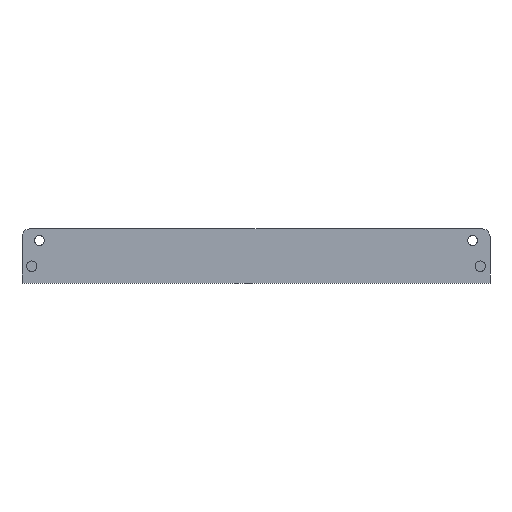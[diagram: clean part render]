
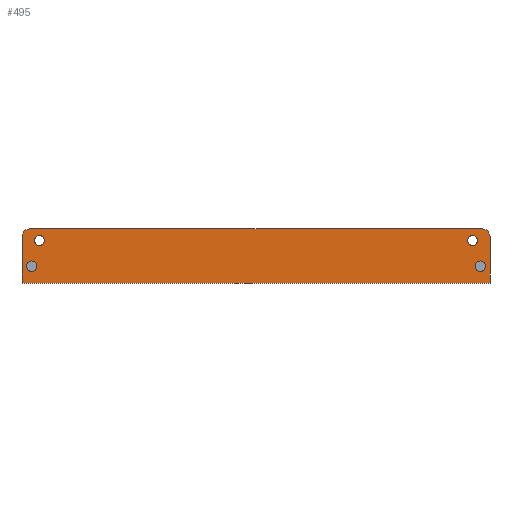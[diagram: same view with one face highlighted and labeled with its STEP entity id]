
A CAD part, top view. The second image highlights one B-rep face of the part: STEP entity #495.
In plain terms, the highlighted planar face has unit normal (0, 0, 1).
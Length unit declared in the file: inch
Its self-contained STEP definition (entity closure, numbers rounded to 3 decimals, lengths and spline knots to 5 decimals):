
#4 = DIRECTION ( 'NONE',  ( 0., 1., 0. ) ) ;
#24 = EDGE_CURVE ( 'NONE', #1038, #1038, #162, .T. ) ;
#25 = DIRECTION ( 'NONE',  ( 1., 0., 0. ) ) ;
#29 = LINE ( 'NONE', #471, #831 ) ;
#32 = LINE ( 'NONE', #191, #1012 ) ;
#41 = CARTESIAN_POINT ( 'NONE',  ( 7.375, -0.328, 0. ) ) ;
#43 = ORIENTED_EDGE ( 'NONE', *, *, #943, .T. ) ;
#56 = EDGE_LOOP ( 'NONE', ( #651 ) ) ;
#80 = CIRCLE ( 'NONE', #713, 0.156 ) ;
#87 = DIRECTION ( 'NONE',  ( 0., 0., -1. ) ) ;
#119 = AXIS2_PLACEMENT_3D ( 'NONE', #594, #764, #683 ) ;
#123 = VERTEX_POINT ( 'NONE', #516 ) ;
#127 = VERTEX_POINT ( 'NONE', #947 ) ;
#132 = FACE_BOUND ( 'NONE', #56, .T. ) ;
#140 = EDGE_LOOP ( 'NONE', ( #461 ) ) ;
#162 = CIRCLE ( 'NONE', #260, 0.125 ) ;
#175 = CARTESIAN_POINT ( 'NONE',  ( 7.5625, 0., 0. ) ) ;
#186 = EDGE_CURVE ( 'NONE', #123, #127, #29, .T. ) ;
#191 = CARTESIAN_POINT ( 'NONE',  ( -7.5625, 0., 0. ) ) ;
#201 = DIRECTION ( 'NONE',  ( 1., 0., 0. ) ) ;
#222 = AXIS2_PLACEMENT_3D ( 'NONE', #369, #638, #975 ) ;
#236 = FACE_BOUND ( 'NONE', #886, .T. ) ;
#243 = ORIENTED_EDGE ( 'NONE', *, *, #767, .T. ) ;
#246 = VECTOR ( 'NONE', #4, 39.37008 ) ;
#260 = AXIS2_PLACEMENT_3D ( 'NONE', #328, #418, #428 ) ;
#288 = ORIENTED_EDGE ( 'NONE', *, *, #827, .T. ) ;
#303 = CARTESIAN_POINT ( 'NONE',  ( -6.844, 0.5, 0. ) ) ;
#311 = DIRECTION ( 'NONE',  ( 1., 0., 0. ) ) ;
#320 = AXIS2_PLACEMENT_3D ( 'NONE', #697, #874, #25 ) ;
#328 = CARTESIAN_POINT ( 'NONE',  ( 7.25, -0.328, 0. ) ) ;
#369 = CARTESIAN_POINT ( 'NONE',  ( -7.25, -0.328, 0. ) ) ;
#382 = VERTEX_POINT ( 'NONE', #738 ) ;
#399 = PLANE ( 'NONE',  #937 ) ;
#418 = DIRECTION ( 'NONE',  ( 0., 0., -1. ) ) ;
#424 = DIRECTION ( 'NONE',  ( 1., 0., 0. ) ) ;
#428 = DIRECTION ( 'NONE',  ( 1., 0., 0. ) ) ;
#461 = ORIENTED_EDGE ( 'NONE', *, *, #636, .T. ) ;
#469 = VERTEX_POINT ( 'NONE', #970 ) ;
#471 = CARTESIAN_POINT ( 'NONE',  ( 0., -0.875, 0. ) ) ;
#474 = CIRCLE ( 'NONE', #749, 0.156 ) ;
#476 = EDGE_LOOP ( 'NONE', ( #721, #860, #629, #288, #43, #587 ) ) ;
#489 = FACE_BOUND ( 'NONE', #1076, .T. ) ;
#495 = ADVANCED_FACE ( 'NONE', ( #132, #1087, #489, #236, #836 ), #399, .T. ) ;
#516 = CARTESIAN_POINT ( 'NONE',  ( -7.5625, -0.875, 0. ) ) ;
#538 = VERTEX_POINT ( 'NONE', #303 ) ;
#541 = DIRECTION ( 'NONE',  ( 0., -1., 0. ) ) ;
#556 = EDGE_CURVE ( 'NONE', #127, #922, #1028, .T. ) ;
#575 = EDGE_CURVE ( 'NONE', #922, #798, #603, .T. ) ;
#587 = ORIENTED_EDGE ( 'NONE', *, *, #186, .T. ) ;
#594 = CARTESIAN_POINT ( 'NONE',  ( 7.3125, 0.625, 0. ) ) ;
#600 = CARTESIAN_POINT ( 'NONE',  ( -7.3125, 0.875, 0. ) ) ;
#603 = CIRCLE ( 'NONE', #119, 0.25 ) ;
#624 = DIRECTION ( 'NONE',  ( 1., 0., 0. ) ) ;
#629 = ORIENTED_EDGE ( 'NONE', *, *, #878, .T. ) ;
#630 = DIRECTION ( 'NONE',  ( -1., 0., 0. ) ) ;
#636 = EDGE_CURVE ( 'NONE', #469, #469, #1098, .T. ) ;
#638 = DIRECTION ( 'NONE',  ( 0., 0., -1. ) ) ;
#651 = ORIENTED_EDGE ( 'NONE', *, *, #24, .T. ) ;
#683 = DIRECTION ( 'NONE',  ( 1., 0., 0. ) ) ;
#697 = CARTESIAN_POINT ( 'NONE',  ( -7.3125, 0.625, 0. ) ) ;
#707 = CARTESIAN_POINT ( 'NONE',  ( 0., 0.875, 0. ) ) ;
#713 = AXIS2_PLACEMENT_3D ( 'NONE', #840, #87, #424 ) ;
#721 = ORIENTED_EDGE ( 'NONE', *, *, #556, .T. ) ;
#737 = CARTESIAN_POINT ( 'NONE',  ( 0., 0., 0. ) ) ;
#738 = CARTESIAN_POINT ( 'NONE',  ( 7.156, 0.5, 0. ) ) ;
#749 = AXIS2_PLACEMENT_3D ( 'NONE', #1041, #799, #624 ) ;
#763 = VECTOR ( 'NONE', #630, 39.37008 ) ;
#764 = DIRECTION ( 'NONE',  ( 0., 0., 1. ) ) ;
#767 = EDGE_CURVE ( 'NONE', #538, #538, #80, .T. ) ;
#782 = VERTEX_POINT ( 'NONE', #600 ) ;
#798 = VERTEX_POINT ( 'NONE', #1035 ) ;
#799 = DIRECTION ( 'NONE',  ( 0., 0., -1. ) ) ;
#827 = EDGE_CURVE ( 'NONE', #782, #927, #1068, .T. ) ;
#831 = VECTOR ( 'NONE', #201, 39.37008 ) ;
#836 = FACE_OUTER_BOUND ( 'NONE', #476, .T. ) ;
#840 = CARTESIAN_POINT ( 'NONE',  ( -7., 0.5, 0. ) ) ;
#860 = ORIENTED_EDGE ( 'NONE', *, *, #575, .T. ) ;
#874 = DIRECTION ( 'NONE',  ( 0., 0., 1. ) ) ;
#878 = EDGE_CURVE ( 'NONE', #798, #782, #973, .T. ) ;
#885 = EDGE_CURVE ( 'NONE', #382, #382, #474, .T. ) ;
#886 = EDGE_LOOP ( 'NONE', ( #243 ) ) ;
#922 = VERTEX_POINT ( 'NONE', #948 ) ;
#927 = VERTEX_POINT ( 'NONE', #959 ) ;
#937 = AXIS2_PLACEMENT_3D ( 'NONE', #737, #1071, #311 ) ;
#943 = EDGE_CURVE ( 'NONE', #927, #123, #32, .T. ) ;
#947 = CARTESIAN_POINT ( 'NONE',  ( 7.5625, -0.875, 0. ) ) ;
#948 = CARTESIAN_POINT ( 'NONE',  ( 7.5625, 0.625, 0. ) ) ;
#959 = CARTESIAN_POINT ( 'NONE',  ( -7.5625, 0.625, 0. ) ) ;
#970 = CARTESIAN_POINT ( 'NONE',  ( -7.125, -0.328, 0. ) ) ;
#973 = LINE ( 'NONE', #707, #763 ) ;
#975 = DIRECTION ( 'NONE',  ( 1., 0., 0. ) ) ;
#999 = ORIENTED_EDGE ( 'NONE', *, *, #885, .T. ) ;
#1012 = VECTOR ( 'NONE', #541, 39.37008 ) ;
#1028 = LINE ( 'NONE', #175, #246 ) ;
#1035 = CARTESIAN_POINT ( 'NONE',  ( 7.3125, 0.875, 0. ) ) ;
#1038 = VERTEX_POINT ( 'NONE', #41 ) ;
#1041 = CARTESIAN_POINT ( 'NONE',  ( 7., 0.5, 0. ) ) ;
#1068 = CIRCLE ( 'NONE', #320, 0.25 ) ;
#1071 = DIRECTION ( 'NONE',  ( 0., 0., 1. ) ) ;
#1076 = EDGE_LOOP ( 'NONE', ( #999 ) ) ;
#1087 = FACE_BOUND ( 'NONE', #140, .T. ) ;
#1098 = CIRCLE ( 'NONE', #222, 0.125 ) ;
